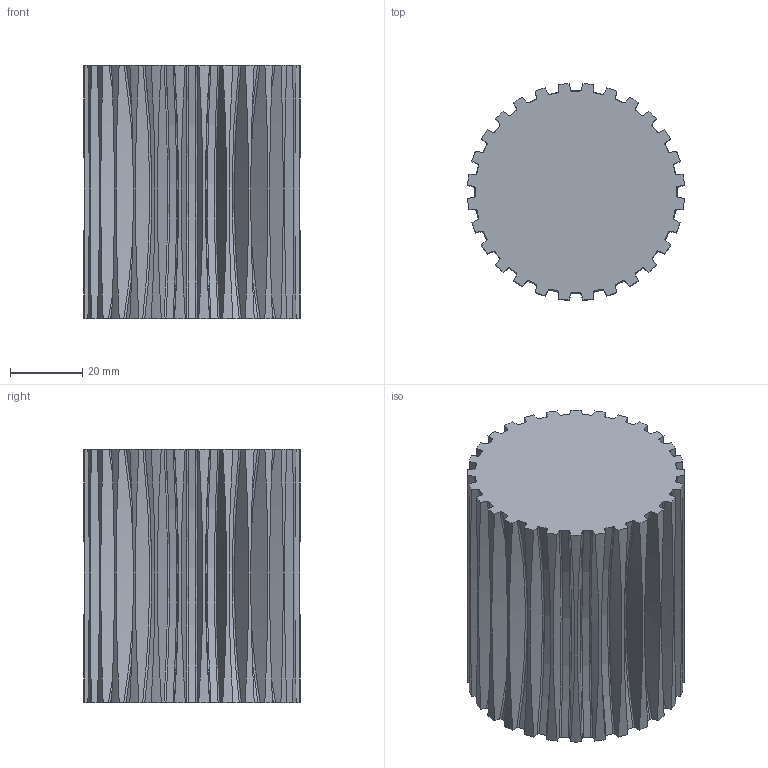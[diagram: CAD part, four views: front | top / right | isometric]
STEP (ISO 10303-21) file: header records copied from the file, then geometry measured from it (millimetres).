
FILE_DESCRIPTION(('FreeCAD Model'),'2;1');
FILE_NAME('Open CASCADE Shape Model','2025-02-15T22:26:43',(''),(''), 'Open CASCADE STEP processor 7.8','FreeCAD','Unknown');
FILE_SCHEMA(('AUTOMOTIVE_DESIGN { 1 0 10303 214 1 1 1 1 }'));
Length unit declared in the file: millimetre
Products named in the file (1): bd3
Bounding box: 59.88 x 59.88 x 70 mm (x, y, z)
Volume: 157229.2 mm3; surface area: 33155.1 mm2
Topology: 1 solids, 1 shells, 170 faces, 504 edges, 336 vertices
Faces by surface type: bspline 140, cylinder 28, plane 2
Entity records: 32975 total; most frequent: CARTESIAN_POINT 25538, B_SPLINE_CURVE_WITH_KNOTS 1092, ORIENTED_EDGE 1008, PCURVE 1008, DEFINITIONAL_REPRESENTATION 1008, DIRECTION 510, EDGE_CURVE 504, SURFACE_CURVE 504
